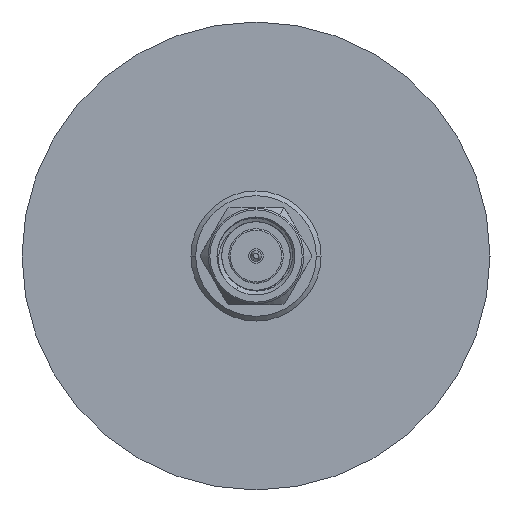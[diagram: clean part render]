
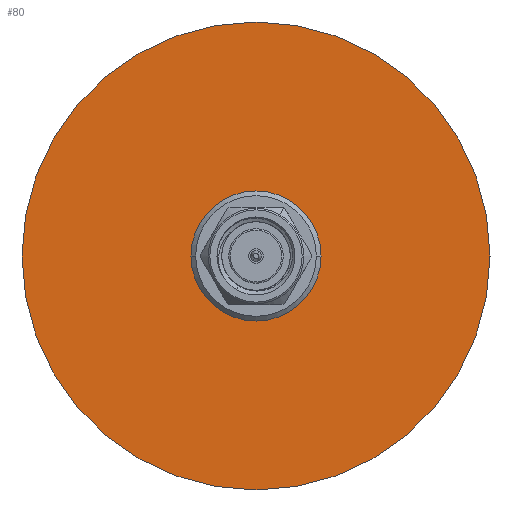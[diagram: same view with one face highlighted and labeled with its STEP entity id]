
A CAD part, left-side view. The second image highlights one B-rep face of the part: STEP entity #80.
In plain terms, the highlighted planar face has unit normal (-1, 0, 0).
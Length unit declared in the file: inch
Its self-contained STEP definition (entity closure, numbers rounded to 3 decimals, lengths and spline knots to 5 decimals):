
#80 = ADVANCED_FACE ( 'NONE', ( #1583, #4312 ), #5734, .F. ) ;
#134 = CARTESIAN_POINT ( 'NONE',  ( -1.972, -0.75, 0. ) ) ;
#198 = ORIENTED_EDGE ( 'NONE', *, *, #4279, .T. ) ;
#422 = ORIENTED_EDGE ( 'NONE', *, *, #3605, .T. ) ;
#671 = EDGE_CURVE ( 'NONE', #4835, #3800, #2598, .T. ) ;
#1583 = FACE_BOUND ( 'NONE', #1897, .T. ) ;
#1897 = EDGE_LOOP ( 'NONE', ( #198, #422 ) ) ;
#2056 = AXIS2_PLACEMENT_3D ( 'NONE', #2494, #3254, #3969 ) ;
#2066 = CARTESIAN_POINT ( 'NONE',  ( -1.972, 0., 0. ) ) ;
#2088 = DIRECTION ( 'NONE',  ( 0., -1., 0. ) ) ;
#2330 = CIRCLE ( 'NONE', #7600, 0.20837 ) ;
#2494 = CARTESIAN_POINT ( 'NONE',  ( -1.972, 0., 0. ) ) ;
#2592 = EDGE_LOOP ( 'NONE', ( #3128, #8769 ) ) ;
#2598 = CIRCLE ( 'NONE', #8215, 0.75 ) ;
#3105 = AXIS2_PLACEMENT_3D ( 'NONE', #5030, #7069, #6391 ) ;
#3128 = ORIENTED_EDGE ( 'NONE', *, *, #671, .T. ) ;
#3254 = DIRECTION ( 'NONE',  ( 1., 0., 0. ) ) ;
#3476 = CARTESIAN_POINT ( 'NONE',  ( -1.972, 0., 0. ) ) ;
#3605 = EDGE_CURVE ( 'NONE', #4300, #6055, #2330, .T. ) ;
#3643 = DIRECTION ( 'NONE',  ( -1., 0., 0. ) ) ;
#3782 = DIRECTION ( 'NONE',  ( 0., -1., 0. ) ) ;
#3800 = VERTEX_POINT ( 'NONE', #4469 ) ;
#3969 = DIRECTION ( 'NONE',  ( 0., 1., 0. ) ) ;
#4057 = CIRCLE ( 'NONE', #2056, 0.20837 ) ;
#4167 = EDGE_CURVE ( 'NONE', #3800, #4835, #7033, .T. ) ;
#4279 = EDGE_CURVE ( 'NONE', #6055, #4300, #4057, .T. ) ;
#4300 = VERTEX_POINT ( 'NONE', #5221 ) ;
#4312 = FACE_OUTER_BOUND ( 'NONE', #2592, .T. ) ;
#4469 = CARTESIAN_POINT ( 'NONE',  ( -1.972, 0.75, 0. ) ) ;
#4800 = DIRECTION ( 'NONE',  ( 1., 0., 0. ) ) ;
#4835 = VERTEX_POINT ( 'NONE', #134 ) ;
#5030 = CARTESIAN_POINT ( 'NONE',  ( -1.972, 0.75, 0. ) ) ;
#5221 = CARTESIAN_POINT ( 'NONE',  ( -1.972, -0.20837, 0. ) ) ;
#5616 = AXIS2_PLACEMENT_3D ( 'NONE', #6367, #8508, #3782 ) ;
#5734 = PLANE ( 'NONE',  #3105 ) ;
#6055 = VERTEX_POINT ( 'NONE', #6982 ) ;
#6367 = CARTESIAN_POINT ( 'NONE',  ( -1.972, 0., 0. ) ) ;
#6391 = DIRECTION ( 'NONE',  ( 0., -1., 0. ) ) ;
#6982 = CARTESIAN_POINT ( 'NONE',  ( -1.972, 0.20837, 0. ) ) ;
#7033 = CIRCLE ( 'NONE', #5616, 0.75 ) ;
#7069 = DIRECTION ( 'NONE',  ( 1., 0., 0. ) ) ;
#7600 = AXIS2_PLACEMENT_3D ( 'NONE', #2066, #4800, #8171 ) ;
#8171 = DIRECTION ( 'NONE',  ( 0., 1., 0. ) ) ;
#8215 = AXIS2_PLACEMENT_3D ( 'NONE', #3476, #3643, #2088 ) ;
#8508 = DIRECTION ( 'NONE',  ( -1., 0., 0. ) ) ;
#8769 = ORIENTED_EDGE ( 'NONE', *, *, #4167, .T. ) ;
